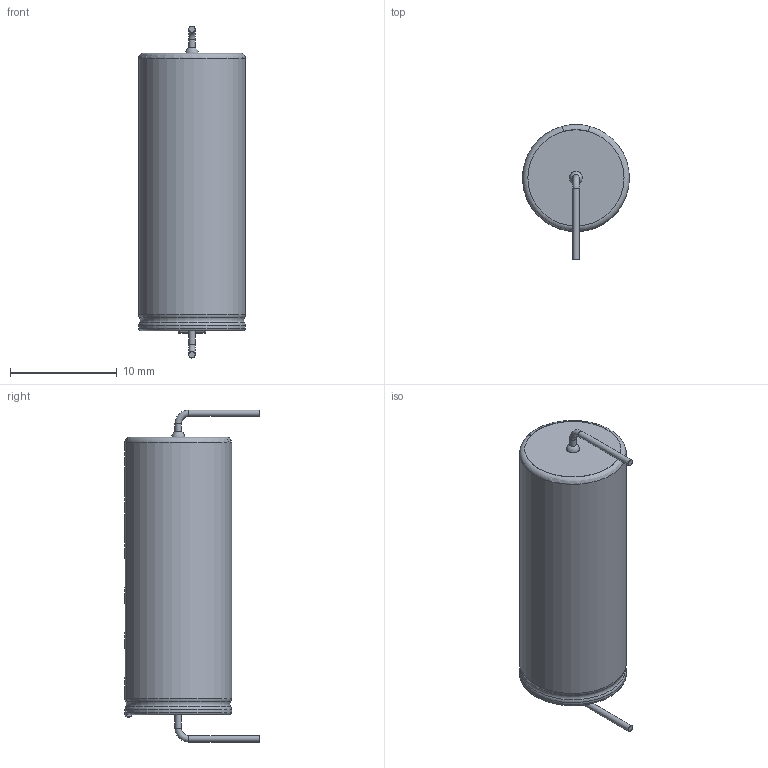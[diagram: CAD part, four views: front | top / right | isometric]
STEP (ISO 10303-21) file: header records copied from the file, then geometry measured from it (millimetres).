
FILE_DESCRIPTION(('FreeCAD Model'),'2;1');
FILE_NAME('Vishay_516D_D10_L26_P30.48_d0.6_LL2.6.step','2019-07-10T15:59:53' ,('Author'),(''),'Open CASCADE STEP processor 7.3','FreeCAD','Unknown' );
FILE_SCHEMA(('AUTOMOTIVE_DESIGN { 1 0 10303 214 1 1 1 1 }'));
Length unit declared in the file: millimetre
Products named in the file (1): Vishay_516D_D10_L26_P30.48_d0.6_LL2.6
Bounding box: 9.99 x 12.61 x 31.08 mm (x, y, z)
Volume: 2044.6 mm3; surface area: 1002.9 mm2
Topology: 1 solids, 1 shells, 71 faces, 173 edges, 112 vertices
Faces by surface type: plane 36, cylinder 18, torus 16, sphere 1
Full cylindrical faces by diameter (mm): 0.6 x4, 9 x1
Entity records: 2845 total; most frequent: CARTESIAN_POINT 594, DIRECTION 397, ORIENTED_EDGE 346, EDGE_CURVE 173, AXIS2_PLACEMENT_3D 162, VERTEX_POINT 112, FACE_BOUND 79, EDGE_LOOP 79
